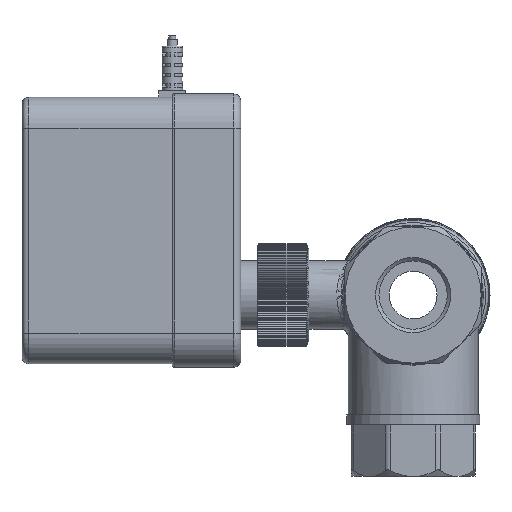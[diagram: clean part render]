
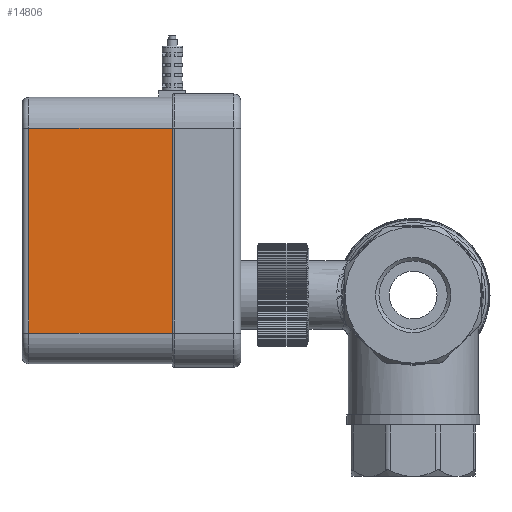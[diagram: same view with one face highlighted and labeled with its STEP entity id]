
A CAD part, left-side view. The second image highlights one B-rep face of the part: STEP entity #14806.
In plain terms, the highlighted planar face has unit normal (-1, 0, 0).
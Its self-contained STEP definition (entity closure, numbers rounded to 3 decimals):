
#735=PLANE('',#15946);
#1543=LINE('',#23685,#2558);
#1558=LINE('',#23769,#2573);
#1562=LINE('',#23787,#2577);
#1568=LINE('',#23800,#2583);
#2558=VECTOR('',#18497,10.);
#2573=VECTOR('',#18598,10.);
#2577=VECTOR('',#18622,10.);
#2583=VECTOR('',#18642,10.);
#3411=FACE_OUTER_BOUND('',#4211,.T.);
#4211=EDGE_LOOP('',(#12023,#12024,#12025,#12026));
#6423=VERTEX_POINT('',#23682);
#6424=VERTEX_POINT('',#23684);
#6447=VERTEX_POINT('',#23759);
#6449=VERTEX_POINT('',#23765);
#8321=EDGE_CURVE('',#6423,#6424,#1543,.T.);
#8363=EDGE_CURVE('',#6447,#6449,#1558,.T.);
#8373=EDGE_CURVE('',#6424,#6447,#1562,.T.);
#8379=EDGE_CURVE('',#6423,#6449,#1568,.T.);
#12023=ORIENTED_EDGE('',*,*,#8363,.F.);
#12024=ORIENTED_EDGE('',*,*,#8373,.F.);
#12025=ORIENTED_EDGE('',*,*,#8321,.F.);
#12026=ORIENTED_EDGE('',*,*,#8379,.T.);
#14806=ADVANCED_FACE('',(#3411),#735,.T.);
#15946=AXIS2_PLACEMENT_3D('',#23801,#18643,#18644);
#18497=DIRECTION('',(0.,0.,-1.));
#18598=DIRECTION('',(0.,0.,1.));
#18622=DIRECTION('',(0.,1.,0.));
#18642=DIRECTION('',(0.,1.,0.));
#18643=DIRECTION('center_axis',(-1.,0.,0.));
#18644=DIRECTION('ref_axis',(0.,0.,1.));
#23682=CARTESIAN_POINT('',(-30.5,20.,30.));
#23684=CARTESIAN_POINT('',(-30.5,20.,-30.));
#23685=CARTESIAN_POINT('',(-30.5,20.,-15.));
#23759=CARTESIAN_POINT('',(-30.5,62.,-30.));
#23765=CARTESIAN_POINT('',(-30.5,62.,30.));
#23769=CARTESIAN_POINT('',(-30.5,62.,-15.));
#23787=CARTESIAN_POINT('',(-30.5,20.,-30.));
#23800=CARTESIAN_POINT('',(-30.5,20.,30.));
#23801=CARTESIAN_POINT('Origin',(-30.5,20.,-30.));
